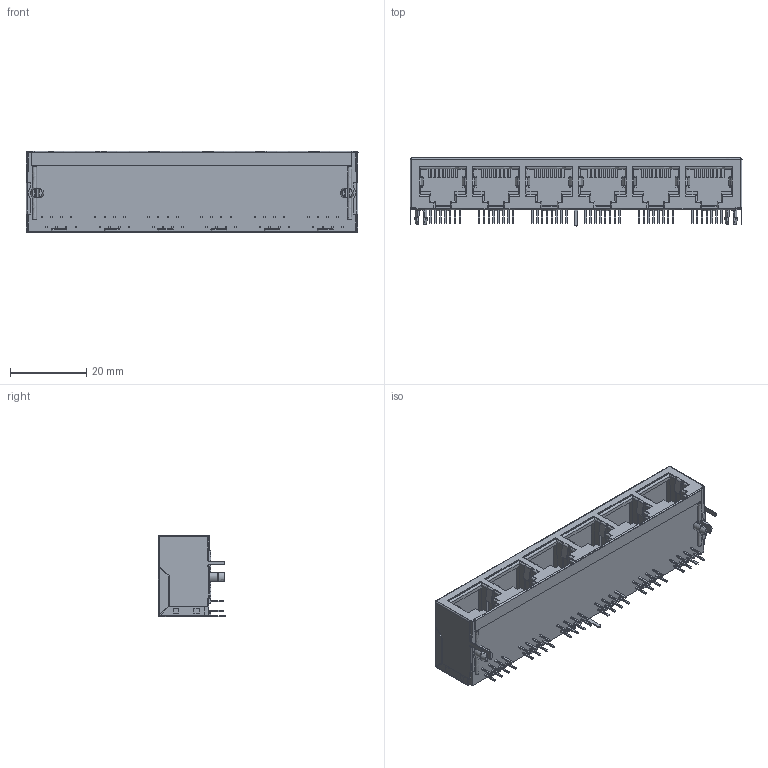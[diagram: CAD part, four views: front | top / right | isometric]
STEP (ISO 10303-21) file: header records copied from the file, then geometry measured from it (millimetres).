
FILE_DESCRIPTION(/* description */ (''),/* implementation_level */ '2;1');
FILE_NAME(/* name */ '100221655ugm000_b.stp',/* time_stamp */ '2015-07-02T14:07:15+02:00',/* author */ (''),/* organization */ (''),/* preprocessor_version */ 'ST-DEVELOPER v15',/* originating_system */ 'SIEMENS PLM Software NX 8.5',/* authorisation */ '');
FILE_SCHEMA (('AUTOMOTIVE_DESIGN { 1 0 10303 214 3 1 1 1 }'));
Length unit declared in the file: millimetre
Products named in the file (1): 100221655ugm000_b
Bounding box: 87.04 x 17.8 x 21.27 mm (x, y, z)
Volume: 15634.5 mm3; surface area: 20487.1 mm2
Topology: 2 solids, 2 shells, 1285 faces, 3381 edges, 2130 vertices
Faces by surface type: plane 1081, revolution 180, bspline 24
Entity records: 41348 total; most frequent: CARTESIAN_POINT 8139, ORIENTED_EDGE 6738, DIRECTION 5927, EDGE_CURVE 3369, LINE 3007, VECTOR 3007, VERTEX_POINT 2130, AXIS2_PLACEMENT_3D 1370
